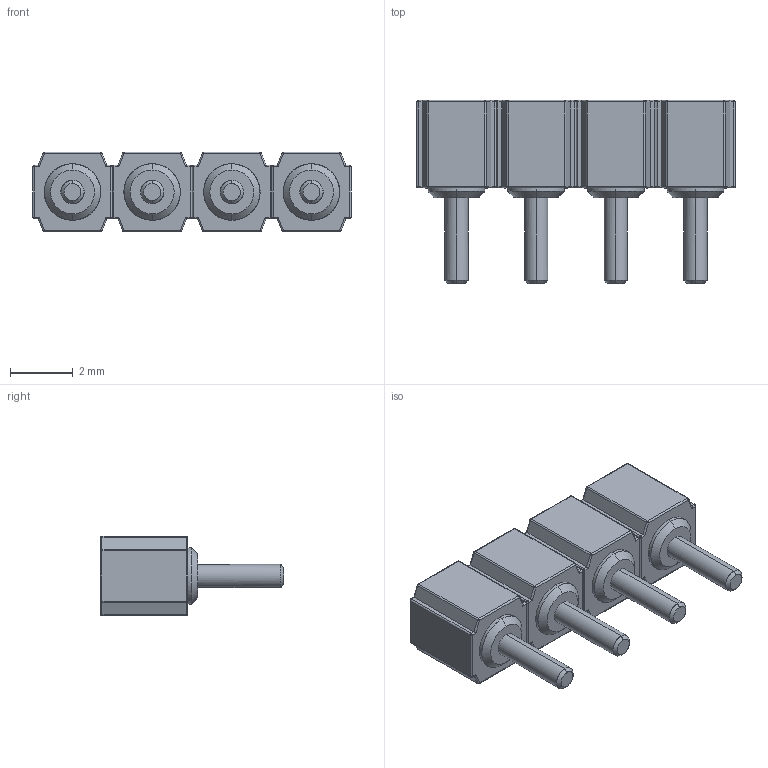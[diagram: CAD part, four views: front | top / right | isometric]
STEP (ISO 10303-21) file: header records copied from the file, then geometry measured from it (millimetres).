
FILE_DESCRIPTION (( 'STEP AP214' ), '1' );
FILE_NAME ('315-47-104-41-001000.STEP', '2018-07-25T20:26:25', ( '' ), ( '' ), 'SwSTEP 2.0', 'SolidWorks 2014', '' );
FILE_SCHEMA (( 'AUTOMOTIVE_DESIGN' ));
Length unit declared in the file: millimetre
Products named in the file (1): 315-47-104-41-001000
Bounding box: 10.16 x 5.84 x 2.54 mm (x, y, z)
Volume: 51.7 mm3; surface area: 336.4 mm2
Topology: 16 solids, 16 shells, 364 faces, 792 edges, 400 vertices
Faces by surface type: cylinder 184, plane 84, sphere 64, bspline 32
Entity records: 15648 total; most frequent: CARTESIAN_POINT 5477, DIRECTION 1538, ORIENTED_EDGE 1456, EDGE_CURVE 728, AXIS2_PLACEMENT_3D 605, VERTEX_POINT 400, EDGE_LOOP 392, FACE_OUTER_BOUND 364
